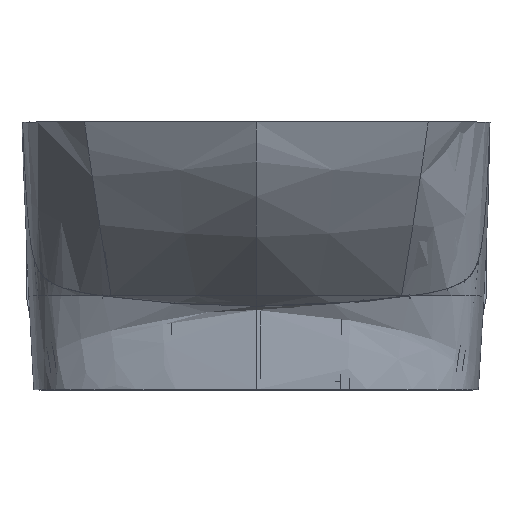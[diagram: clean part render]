
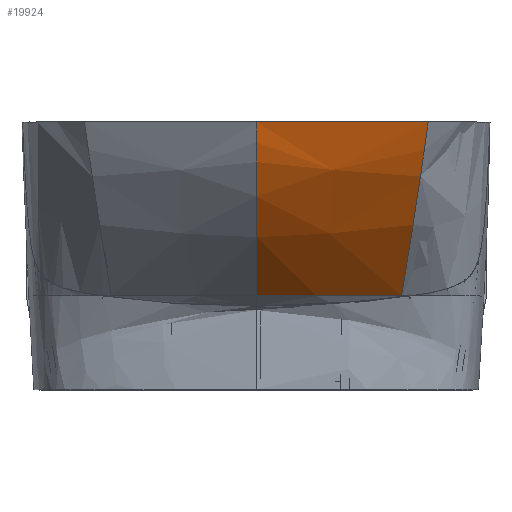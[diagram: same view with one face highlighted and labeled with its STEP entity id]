
A CAD part, top view. The second image highlights one B-rep face of the part: STEP entity #19924.
In plain terms, the highlighted free-form (B-spline) face has degree [3, 3] with [7, 8] control points.
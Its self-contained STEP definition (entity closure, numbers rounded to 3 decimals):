
#2105=(
BOUNDED_CURVE()
B_SPLINE_CURVE(5,(#43904,#43905,#43906,#43907,#43908,#43909,#43910,#43911),
 .UNSPECIFIED.,.F.,.F.)
B_SPLINE_CURVE_WITH_KNOTS((6,1,1,6),(-0.984,-0.9,-0.8,-0.775),
 .UNSPECIFIED.)
CURVE()
GEOMETRIC_REPRESENTATION_ITEM()
RATIONAL_B_SPLINE_CURVE((1.,1.,1.,1.,1.,1.,1.,1.))
REPRESENTATION_ITEM('')
);
#2107=(
BOUNDED_CURVE()
B_SPLINE_CURVE(5,(#43968,#43969,#43970,#43971,#43972,#43973,#43974,#43975),
 .UNSPECIFIED.,.F.,.F.)
B_SPLINE_CURVE_WITH_KNOTS((6,1,1,6),(0.846,0.867,
0.933,0.942),.UNSPECIFIED.)
CURVE()
GEOMETRIC_REPRESENTATION_ITEM()
RATIONAL_B_SPLINE_CURVE((1.,1.,1.,1.,1.,1.,1.,1.))
REPRESENTATION_ITEM('')
);
#2108=(
BOUNDED_CURVE()
B_SPLINE_CURVE(5,(#43976,#43977,#43978,#43979,#43980,#43981),
 .UNSPECIFIED.,.F.,.F.)
B_SPLINE_CURVE_WITH_KNOTS((6,6),(0.942,1.),.UNSPECIFIED.)
CURVE()
GEOMETRIC_REPRESENTATION_ITEM()
RATIONAL_B_SPLINE_CURVE((1.,1.,1.,1.,1.,1.))
REPRESENTATION_ITEM('')
);
#6358=FACE_OUTER_BOUND('',#7970,.T.);
#7970=EDGE_LOOP('',(#18315,#18316,#18317,#18318,#18319));
#8295=B_SPLINE_CURVE_WITH_KNOTS('',3,(#44084,#44085,#44086,#44087,#44088),
 .UNSPECIFIED.,.F.,.F.,(4,1,4),(0.,41.036,50.028),
 .UNSPECIFIED.);
#8296=B_SPLINE_CURVE_WITH_KNOTS('',3,(#44145,#44146,#44147,#44148,#44149,
#44150),.UNSPECIFIED.,.F.,.F.,(4,2,4),(-41.896,-17.953,
0.),.UNSPECIFIED.);
#10226=VERTEX_POINT('',#43875);
#10229=VERTEX_POINT('',#43897);
#10230=VERTEX_POINT('',#43960);
#10231=VERTEX_POINT('',#43967);
#10232=VERTEX_POINT('',#44058);
#12930=EDGE_CURVE('',#10229,#10226,#2105,.T.);
#12932=EDGE_CURVE('',#10230,#10231,#2107,.T.);
#12933=EDGE_CURVE('',#10231,#10229,#2108,.T.);
#12936=EDGE_CURVE('',#10230,#10232,#8295,.T.);
#12937=EDGE_CURVE('',#10226,#10232,#8296,.T.);
#18315=ORIENTED_EDGE('',*,*,#12937,.F.);
#18316=ORIENTED_EDGE('',*,*,#12930,.F.);
#18317=ORIENTED_EDGE('',*,*,#12933,.F.);
#18318=ORIENTED_EDGE('',*,*,#12932,.F.);
#18319=ORIENTED_EDGE('',*,*,#12936,.T.);
#18872=B_SPLINE_SURFACE_WITH_KNOTS('',3,3,((#44089,#44090,#44091,#44092,
#44093,#44094,#44095,#44096),(#44097,#44098,#44099,#44100,#44101,#44102,
#44103,#44104),(#44105,#44106,#44107,#44108,#44109,#44110,#44111,#44112),
(#44113,#44114,#44115,#44116,#44117,#44118,#44119,#44120),(#44121,#44122,
#44123,#44124,#44125,#44126,#44127,#44128),(#44129,#44130,#44131,#44132,
#44133,#44134,#44135,#44136),(#44137,#44138,#44139,#44140,#44141,#44142,
#44143,#44144)),.UNSPECIFIED.,.F.,.F.,.F.,(4,1,1,1,4),(4,1,1,1,1,4),(0.,
0.286,0.571,0.857,1.),(0.,0.061,
0.121,0.182,0.242,0.363),
 .UNSPECIFIED.);
#19924=ADVANCED_FACE('',(#6358),#18872,.F.);
#43875=CARTESIAN_POINT('',(0.,24.,30.172));
#43897=CARTESIAN_POINT('',(0.,8.4,16.762));
#43904=CARTESIAN_POINT('Ctrl Pts',(0.,8.4,16.762));
#43905=CARTESIAN_POINT('Ctrl Pts',(0.,9.731,18.615));
#43906=CARTESIAN_POINT('Ctrl Pts',(0.,12.545,22.279));
#43907=CARTESIAN_POINT('Ctrl Pts',(0.,15.532,25.511));
#43908=CARTESIAN_POINT('Ctrl Pts',(0.,18.432,27.785));
#43909=CARTESIAN_POINT('Ctrl Pts',(0.,21.57,29.328));
#43910=CARTESIAN_POINT('Ctrl Pts',(0.,23.586,30.037));
#43911=CARTESIAN_POINT('Ctrl Pts',(0.,24.,30.172));
#43960=CARTESIAN_POINT('',(13.032,8.4,14.97));
#43967=CARTESIAN_POINT('',(5.39,8.4,16.243));
#43968=CARTESIAN_POINT('Ctrl Pts',(13.032,8.4,14.97));
#43969=CARTESIAN_POINT('Ctrl Pts',(12.749,8.4,15.032));
#43970=CARTESIAN_POINT('Ctrl Pts',(11.538,8.4,15.29));
#43971=CARTESIAN_POINT('Ctrl Pts',(10.089,8.4,15.561));
#43972=CARTESIAN_POINT('Ctrl Pts',(8.527,8.4,15.82));
#43973=CARTESIAN_POINT('Ctrl Pts',(6.878,8.4,16.056));
#43974=CARTESIAN_POINT('Ctrl Pts',(5.544,8.4,16.224));
#43975=CARTESIAN_POINT('Ctrl Pts',(5.39,8.4,16.243));
#43976=CARTESIAN_POINT('Ctrl Pts',(5.39,8.4,16.243));
#43977=CARTESIAN_POINT('Ctrl Pts',(4.358,8.4,16.371));
#43978=CARTESIAN_POINT('Ctrl Pts',(3.3,8.4,16.488));
#43979=CARTESIAN_POINT('Ctrl Pts',(2.219,8.4,16.593));
#43980=CARTESIAN_POINT('Ctrl Pts',(1.119,8.4,16.684));
#43981=CARTESIAN_POINT('Ctrl Pts',(0.,8.4,16.762));
#44058=CARTESIAN_POINT('',(15.429,24.,26.592));
#44084=CARTESIAN_POINT('Ctrl Pts',(13.032,8.4,14.97));
#44085=CARTESIAN_POINT('Ctrl Pts',(13.646,12.093,18.841));
#44086=CARTESIAN_POINT('Ctrl Pts',(14.439,17.009,23.425));
#44087=CARTESIAN_POINT('Ctrl Pts',(15.277,22.914,26.154));
#44088=CARTESIAN_POINT('Ctrl Pts',(15.429,24.,26.592));
#44089=CARTESIAN_POINT('Ctrl Pts',(13.032,8.4,14.97));
#44090=CARTESIAN_POINT('Ctrl Pts',(13.185,9.323,15.938));
#44091=CARTESIAN_POINT('Ctrl Pts',(13.497,11.212,17.859));
#44092=CARTESIAN_POINT('Ctrl Pts',(13.978,14.204,20.594));
#44093=CARTESIAN_POINT('Ctrl Pts',(14.471,17.383,23.073));
#44094=CARTESIAN_POINT('Ctrl Pts',(15.143,21.91,25.894));
#44095=CARTESIAN_POINT('Ctrl Pts',(15.665,25.678,27.309));
#44096=CARTESIAN_POINT('Ctrl Pts',(16.012,28.261,28.034));
#44097=CARTESIAN_POINT('Ctrl Pts',(12.039,8.4,15.188));
#44098=CARTESIAN_POINT('Ctrl Pts',(12.183,9.341,16.178));
#44099=CARTESIAN_POINT('Ctrl Pts',(12.471,11.259,18.137));
#44100=CARTESIAN_POINT('Ctrl Pts',(12.91,14.272,20.914));
#44101=CARTESIAN_POINT('Ctrl Pts',(13.354,17.457,23.422));
#44102=CARTESIAN_POINT('Ctrl Pts',(13.955,21.972,26.264));
#44103=CARTESIAN_POINT('Ctrl Pts',(14.415,25.713,27.677));
#44104=CARTESIAN_POINT('Ctrl Pts',(14.719,28.276,28.396));
#44105=CARTESIAN_POINT('Ctrl Pts',(9.864,8.4,15.607));
#44106=CARTESIAN_POINT('Ctrl Pts',(9.979,9.356,16.648));
#44107=CARTESIAN_POINT('Ctrl Pts',(10.21,11.284,18.681));
#44108=CARTESIAN_POINT('Ctrl Pts',(10.554,14.254,21.493));
#44109=CARTESIAN_POINT('Ctrl Pts',(10.897,17.343,23.988));
#44110=CARTESIAN_POINT('Ctrl Pts',(11.355,21.669,26.782));
#44111=CARTESIAN_POINT('Ctrl Pts',(11.699,25.217,28.163));
#44112=CARTESIAN_POINT('Ctrl Pts',(11.924,27.662,28.86));
#44113=CARTESIAN_POINT('Ctrl Pts',(6.156,8.4,16.171));
#44114=CARTESIAN_POINT('Ctrl Pts',(6.221,9.343,17.305));
#44115=CARTESIAN_POINT('Ctrl Pts',(6.351,11.21,19.449));
#44116=CARTESIAN_POINT('Ctrl Pts',(6.543,13.986,22.264));
#44117=CARTESIAN_POINT('Ctrl Pts',(6.734,16.782,24.657));
#44118=CARTESIAN_POINT('Ctrl Pts',(6.988,20.604,27.267));
#44119=CARTESIAN_POINT('Ctrl Pts',(7.178,23.676,28.565));
#44120=CARTESIAN_POINT('Ctrl Pts',(7.303,25.845,29.222));
#44121=CARTESIAN_POINT('Ctrl Pts',(2.806,8.4,16.546));
#44122=CARTESIAN_POINT('Ctrl Pts',(2.83,9.324,17.761));
#44123=CARTESIAN_POINT('Ctrl Pts',(2.88,11.13,20.013));
#44124=CARTESIAN_POINT('Ctrl Pts',(2.955,13.746,22.864));
#44125=CARTESIAN_POINT('Ctrl Pts',(3.031,16.315,25.212));
#44126=CARTESIAN_POINT('Ctrl Pts',(3.133,19.76,27.716));
#44127=CARTESIAN_POINT('Ctrl Pts',(3.211,22.483,28.962));
#44128=CARTESIAN_POINT('Ctrl Pts',(3.262,24.452,29.592));
#44129=CARTESIAN_POINT('Ctrl Pts',(0.709,8.4,16.713));
#44130=CARTESIAN_POINT('Ctrl Pts',(0.714,9.319,17.976));
#44131=CARTESIAN_POINT('Ctrl Pts',(0.725,11.109,20.306));
#44132=CARTESIAN_POINT('Ctrl Pts',(0.743,13.678,23.229));
#44133=CARTESIAN_POINT('Ctrl Pts',(0.76,16.182,25.614));
#44134=CARTESIAN_POINT('Ctrl Pts',(0.785,19.52,28.139));
#44135=CARTESIAN_POINT('Ctrl Pts',(0.803,22.148,29.382));
#44136=CARTESIAN_POINT('Ctrl Pts',(0.816,24.06,30.004));
#44137=CARTESIAN_POINT('Ctrl Pts',(0.,8.4,16.762));
#44138=CARTESIAN_POINT('Ctrl Pts',(0.,9.319,
18.041));
#44139=CARTESIAN_POINT('Ctrl Pts',(0.,11.107,
20.398));
#44140=CARTESIAN_POINT('Ctrl Pts',(0.,13.669,
23.353));
#44141=CARTESIAN_POINT('Ctrl Pts',(0.,16.163,
25.761));
#44142=CARTESIAN_POINT('Ctrl Pts',(0.,19.484,
28.304));
#44143=CARTESIAN_POINT('Ctrl Pts',(0.,22.098,
29.551));
#44144=CARTESIAN_POINT('Ctrl Pts',(0.,24.,30.172));
#44145=CARTESIAN_POINT('Ctrl Pts',(0.,24.,30.172));
#44146=CARTESIAN_POINT('Ctrl Pts',(2.589,24.,29.577));
#44147=CARTESIAN_POINT('Ctrl Pts',(5.298,24.,29.023));
#44148=CARTESIAN_POINT('Ctrl Pts',(10.53,24.,27.853));
#44149=CARTESIAN_POINT('Ctrl Pts',(13.162,24.,27.235));
#44150=CARTESIAN_POINT('Ctrl Pts',(15.429,24.,26.592));
